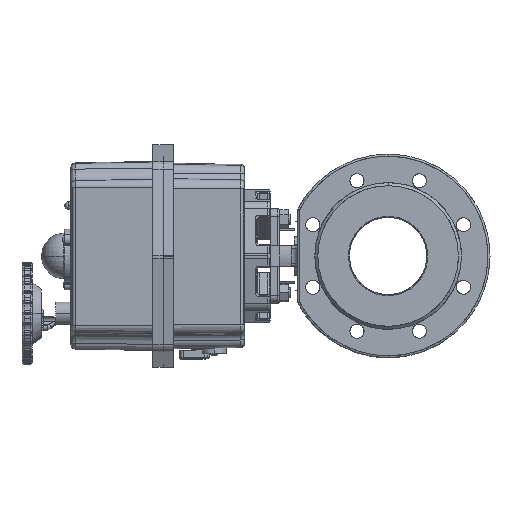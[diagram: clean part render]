
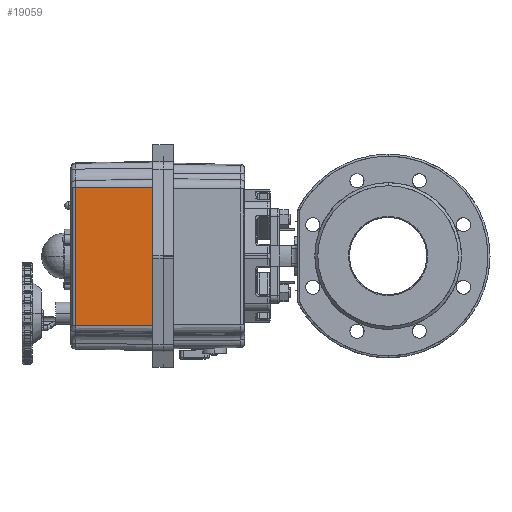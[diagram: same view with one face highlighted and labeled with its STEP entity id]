
A CAD part, left-side view. The second image highlights one B-rep face of the part: STEP entity #19059.
In plain terms, the highlighted planar face has unit normal (-1, 0.018, -0.005).
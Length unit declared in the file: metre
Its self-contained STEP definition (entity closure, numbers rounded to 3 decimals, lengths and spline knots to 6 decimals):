
#1275 = DIRECTION ( 'NONE',  ( 0.006, 0., -1. ) ) ;
#3209 = PLANE ( 'NONE',  #125237 ) ;
#5490 = CARTESIAN_POINT ( 'NONE',  ( -0.131487, 0.303282, 0.147588 ) ) ;
#5747 = ORIENTED_EDGE ( 'NONE', *, *, #39078, .F. ) ;
#7694 = LINE ( 'NONE', #79697, #88608 ) ;
#11150 = LINE ( 'NONE', #93214, #87342 ) ;
#13514 = CARTESIAN_POINT ( 'NONE',  ( -0.132808, 0.227595, 0.147581 ) ) ;
#19059 = ADVANCED_FACE ( 'NONE', ( #107444 ), #3209, .T. ) ;
#21779 = VECTOR ( 'NONE', #88427, 1. ) ;
#23161 = EDGE_CURVE ( 'NONE', #96421, #85125, #11150, .T. ) ;
#25191 = VECTOR ( 'NONE', #1275, 1. ) ;
#34790 = DIRECTION ( 'NONE',  ( 0.006, 0., -1. ) ) ;
#35974 = DIRECTION ( 'NONE',  ( 0.017, 1., 0. ) ) ;
#39078 = EDGE_CURVE ( 'NONE', #113720, #96421, #7694, .T. ) ;
#44871 = CARTESIAN_POINT ( 'NONE',  ( -0.133733, 0.217595, 0.283398 ) ) ;
#53701 = CARTESIAN_POINT ( 'NONE',  ( -0.133558, 0.227595, 0.283399 ) ) ;
#62519 = LINE ( 'NONE', #53701, #25191 ) ;
#63343 = EDGE_LOOP ( 'NONE', ( #127450, #5747, #120528, #67526 ) ) ;
#67526 = ORIENTED_EDGE ( 'NONE', *, *, #97265, .T. ) ;
#79566 = VERTEX_POINT ( 'NONE', #109935 ) ;
#79697 = CARTESIAN_POINT ( 'NONE',  ( -0.132808, 0.227595, 0.147581 ) ) ;
#85125 = VERTEX_POINT ( 'NONE', #118505 ) ;
#87342 = VECTOR ( 'NONE', #103984, 1. ) ;
#88427 = DIRECTION ( 'NONE',  ( 0.017, 1., 0. ) ) ;
#88608 = VECTOR ( 'NONE', #35974, 1. ) ;
#93214 = CARTESIAN_POINT ( 'NONE',  ( -0.131487, 0.303282, 0.147588 ) ) ;
#96421 = VERTEX_POINT ( 'NONE', #5490 ) ;
#97265 = EDGE_CURVE ( 'NONE', #79566, #85125, #103964, .T. ) ;
#103964 = LINE ( 'NONE', #118013, #21779 ) ;
#103984 = DIRECTION ( 'NONE',  ( -0.006, 0., 1. ) ) ;
#107444 = FACE_OUTER_BOUND ( 'NONE', #63343, .T. ) ;
#109935 = CARTESIAN_POINT ( 'NONE',  ( -0.133558, 0.227595, 0.283399 ) ) ;
#113720 = VERTEX_POINT ( 'NONE', #13514 ) ;
#115447 = EDGE_CURVE ( 'NONE', #79566, #113720, #62519, .T. ) ;
#118013 = CARTESIAN_POINT ( 'NONE',  ( -0.133558, 0.227595, 0.283399 ) ) ;
#118505 = CARTESIAN_POINT ( 'NONE',  ( -0.132237, 0.303282, 0.283406 ) ) ;
#120528 = ORIENTED_EDGE ( 'NONE', *, *, #115447, .F. ) ;
#125237 = AXIS2_PLACEMENT_3D ( 'NONE', #44871, #126992, #34790 ) ;
#126992 = DIRECTION ( 'NONE',  ( -1., 0.017, -0.006 ) ) ;
#127450 = ORIENTED_EDGE ( 'NONE', *, *, #23161, .F. ) ;
